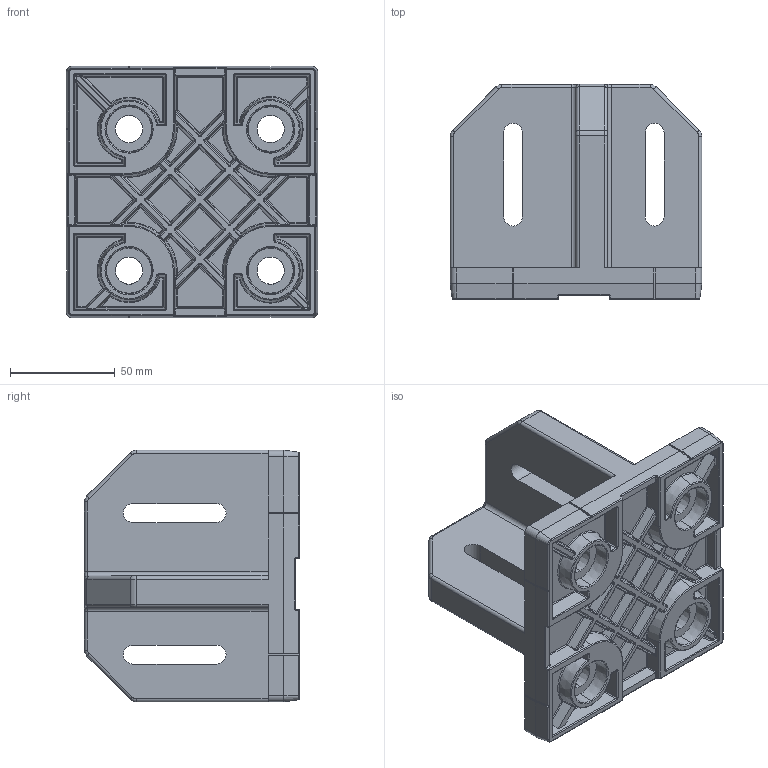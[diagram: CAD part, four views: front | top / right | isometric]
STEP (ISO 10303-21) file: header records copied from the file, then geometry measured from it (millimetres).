
FILE_DESCRIPTION(('STEP AP214'),'1');
FILE_NAME('fath_098g4560x120a.stp','2017-04-24T14:06:03',('TraceParts'),('TraceParts S.A.'),'Spatial InterOp 3D',' ',' ');
FILE_SCHEMA(('automotive_design'));
Length unit declared in the file: millimetre
Products named in the file (1): fath_098g4560x120a
Bounding box: 120 x 102.5 x 120 mm (x, y, z)
Volume: 401033.4 mm3; surface area: 88185.2 mm2
Topology: 1 solids, 1 shells, 1007 faces, 2415 edges, 1278 vertices
Faces by surface type: cylinder 405, plane 214, sphere 144, bspline 132, torus 72, cone 40
Entity records: 37680 total; most frequent: CARTESIAN_POINT 8041, DIRECTION 4653, ORIENTED_EDGE 4542, EDGE_CURVE 2271, AXIS2_PLACEMENT_3D 1834, VERTEX_POINT 1278, EDGE_LOOP 1035, STYLED_ITEM 1008
